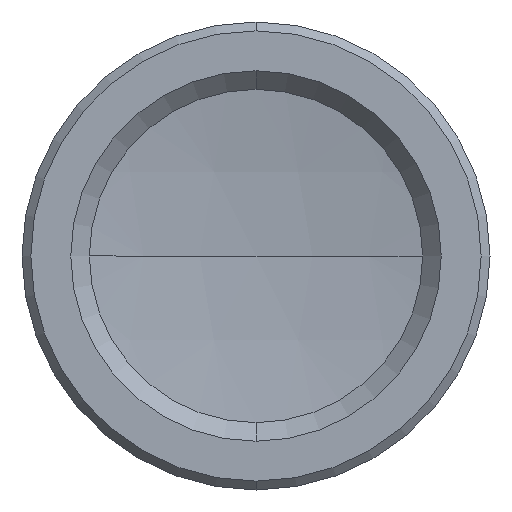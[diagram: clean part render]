
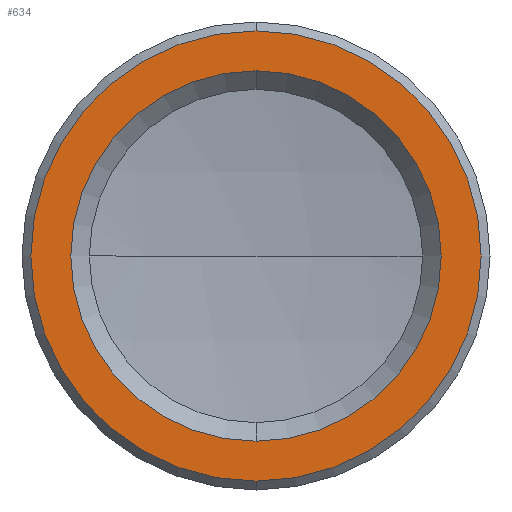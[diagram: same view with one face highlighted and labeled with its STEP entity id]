
A CAD part, front view. The second image highlights one B-rep face of the part: STEP entity #634.
In plain terms, the highlighted planar face has unit normal (0, -1, 0).
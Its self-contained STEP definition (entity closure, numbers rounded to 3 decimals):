
#89 = DIRECTION ( 'NONE',  ( 0., -1., 0. ) ) ;
#125 = AXIS2_PLACEMENT_3D ( 'NONE', #398, #317, #902 ) ;
#170 = ORIENTED_EDGE ( 'NONE', *, *, #369, .T. ) ;
#273 = DIRECTION ( 'NONE',  ( 0., 0., -1. ) ) ;
#281 = CIRCLE ( 'NONE', #421, 12.7 ) ;
#294 = VERTEX_POINT ( 'NONE', #851 ) ;
#305 = EDGE_CURVE ( 'NONE', #327, #316, #593, .T. ) ;
#307 = VERTEX_POINT ( 'NONE', #600 ) ;
#316 = VERTEX_POINT ( 'NONE', #319 ) ;
#317 = DIRECTION ( 'NONE',  ( 0., -1., 0. ) ) ;
#319 = CARTESIAN_POINT ( 'NONE',  ( 0., 0., -10.447 ) ) ;
#327 = VERTEX_POINT ( 'NONE', #1175 ) ;
#346 = CARTESIAN_POINT ( 'NONE',  ( 0., 0., 0. ) ) ;
#369 = EDGE_CURVE ( 'NONE', #294, #307, #1082, .T. ) ;
#386 = EDGE_CURVE ( 'NONE', #307, #294, #281, .T. ) ;
#398 = CARTESIAN_POINT ( 'NONE',  ( 0., 0., 0. ) ) ;
#421 = AXIS2_PLACEMENT_3D ( 'NONE', #346, #89, #273 ) ;
#431 = CARTESIAN_POINT ( 'NONE',  ( 0., 0., 0. ) ) ;
#494 = ORIENTED_EDGE ( 'NONE', *, *, #305, .F. ) ;
#495 = CARTESIAN_POINT ( 'NONE',  ( 0., 0., 0. ) ) ;
#552 = DIRECTION ( 'NONE',  ( 0., 0., 1. ) ) ;
#593 = CIRCLE ( 'NONE', #125, 10.447 ) ;
#600 = CARTESIAN_POINT ( 'NONE',  ( 0., 0., -12.7 ) ) ;
#611 = CARTESIAN_POINT ( 'NONE',  ( 0., 0., 0. ) ) ;
#634 = ADVANCED_FACE ( 'NONE', ( #840, #919 ), #1154, .F. ) ;
#719 = ORIENTED_EDGE ( 'NONE', *, *, #890, .F. ) ;
#745 = DIRECTION ( 'NONE',  ( 0., -1., 0. ) ) ;
#810 = AXIS2_PLACEMENT_3D ( 'NONE', #495, #745, #1206 ) ;
#840 = FACE_BOUND ( 'NONE', #938, .T. ) ;
#847 = EDGE_LOOP ( 'NONE', ( #170, #1071 ) ) ;
#851 = CARTESIAN_POINT ( 'NONE',  ( 0., 0., 12.7 ) ) ;
#869 = DIRECTION ( 'NONE',  ( 0., 0., -1. ) ) ;
#890 = EDGE_CURVE ( 'NONE', #316, #327, #1122, .T. ) ;
#898 = AXIS2_PLACEMENT_3D ( 'NONE', #431, #977, #552 ) ;
#902 = DIRECTION ( 'NONE',  ( 0., 0., -1. ) ) ;
#919 = FACE_OUTER_BOUND ( 'NONE', #847, .T. ) ;
#938 = EDGE_LOOP ( 'NONE', ( #719, #494 ) ) ;
#977 = DIRECTION ( 'NONE',  ( 0., 1., 0. ) ) ;
#1052 = DIRECTION ( 'NONE',  ( 0., -1., 0. ) ) ;
#1071 = ORIENTED_EDGE ( 'NONE', *, *, #386, .T. ) ;
#1082 = CIRCLE ( 'NONE', #1216, 12.7 ) ;
#1122 = CIRCLE ( 'NONE', #810, 10.447 ) ;
#1154 = PLANE ( 'NONE',  #898 ) ;
#1175 = CARTESIAN_POINT ( 'NONE',  ( 0., 0., 10.447 ) ) ;
#1206 = DIRECTION ( 'NONE',  ( 0., 0., -1. ) ) ;
#1216 = AXIS2_PLACEMENT_3D ( 'NONE', #611, #1052, #869 ) ;
